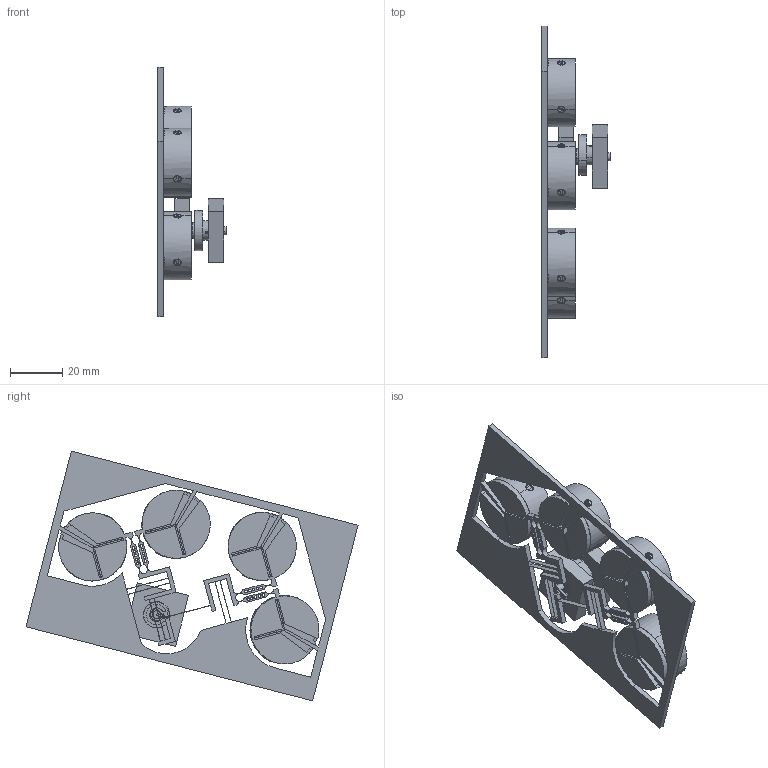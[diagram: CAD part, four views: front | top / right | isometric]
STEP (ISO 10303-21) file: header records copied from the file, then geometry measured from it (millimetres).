
FILE_DESCRIPTION(('CATIA V5 STEP Exchange'),'2;1');
FILE_NAME('Balanced IsoSpring.stp','2022-07-27T16:33:12+00:00',('none'),('none'),'CATIA Unofficial Packaging Version SP3','CATIA V5 STEP AP203','none');
FILE_SCHEMA(('CONFIG_CONTROL_DESIGN'));
Length unit declared in the file: millimetre
Products named in the file (2): Balanced IsoSpring; Assemblage_manivelle
Assembly tree (18 placements, depth 3):
  Balanced IsoSpring
    Assemblage_manivelle
      #65  x4
      #969
      #2205  x2
      #3172
      #3371
      #3790
      #4172
    #4496
    #14634
    #14809  x4
Bounding box: 26 x 126.66 x 95.25 mm (x, y, z)
Volume: 37099.3 mm3; surface area: 28579.2 mm2
Topology: 33 solids, 33 shells, 801 faces, 2167 edges, 1426 vertices
Faces by surface type: plane 382, cylinder 359, cone 40, torus 16, bspline 4
Entity records: 16488 total; most frequent: CARTESIAN_POINT 3377, ORIENTED_EDGE 2870, DIRECTION 2208, EDGE_CURVE 1435, VERTEX_POINT 956, AXIS2_PLACEMENT_3D 915, VECTOR 874, LINE 874
